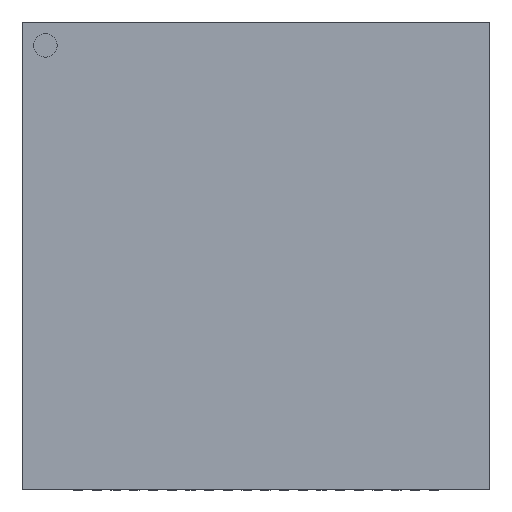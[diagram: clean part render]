
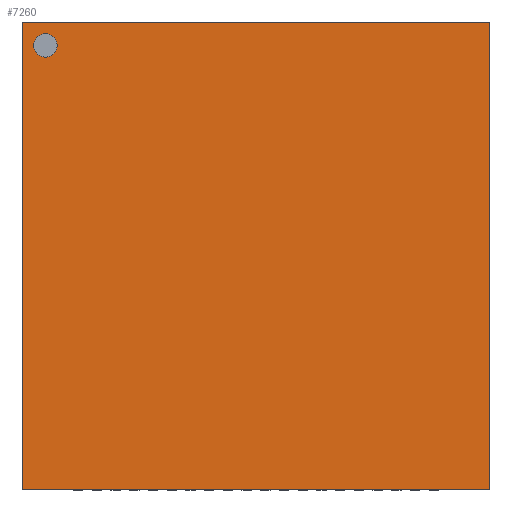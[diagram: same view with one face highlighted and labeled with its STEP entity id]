
A CAD part, top view. The second image highlights one B-rep face of the part: STEP entity #7260.
In plain terms, the highlighted planar face has unit normal (0, 0, 1).
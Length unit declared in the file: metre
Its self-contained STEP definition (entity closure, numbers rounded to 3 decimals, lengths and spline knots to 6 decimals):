
#927=LINE('',#13144,#1911);
#929=LINE('',#13148,#1913);
#930=LINE('',#13151,#1914);
#931=LINE('',#13152,#1915);
#1911=VECTOR('',#11166,1.);
#1913=VECTOR('',#11170,1.);
#1914=VECTOR('',#11171,1.);
#1915=VECTOR('',#11172,1.);
#3368=ORIENTED_EDGE('',*,*,#4198,.F.);
#3369=ORIENTED_EDGE('',*,*,#4871,.F.);
#3370=ORIENTED_EDGE('',*,*,#4872,.T.);
#3371=ORIENTED_EDGE('',*,*,#4869,.T.);
#3372=ORIENTED_EDGE('',*,*,#4873,.T.);
#4198=EDGE_CURVE('',#5184,#5184,#5598,.T.);
#4869=EDGE_CURVE('',#5592,#5591,#927,.T.);
#4871=EDGE_CURVE('',#5593,#5594,#929,.T.);
#4872=EDGE_CURVE('',#5593,#5592,#930,.T.);
#4873=EDGE_CURVE('',#5591,#5594,#931,.T.);
#5184=VERTEX_POINT('',#11801);
#5591=VERTEX_POINT('',#13143);
#5592=VERTEX_POINT('',#13145);
#5593=VERTEX_POINT('',#13149);
#5594=VERTEX_POINT('',#13150);
#5598=CIRCLE('',#9319,0.00025);
#5928=EDGE_LOOP('',(#3368));
#5929=EDGE_LOOP('',(#3369,#3370,#3371,#3372));
#6264=FACE_BOUND('',#5928,.T.);
#6265=FACE_BOUND('',#5929,.T.);
#6598=PLANE('',#9585);
#7260=ADVANCED_FACE('',(#6264,#6265),#6598,.T.);
#9319=AXIS2_PLACEMENT_3D('',#11800,#9964,#9965);
#9585=AXIS2_PLACEMENT_3D('',#13147,#11168,#11169);
#9964=DIRECTION('',(0.,0.,1.));
#9965=DIRECTION('',(1.,0.,0.));
#11166=DIRECTION('',(1.,0.,0.));
#11168=DIRECTION('',(0.,0.,1.));
#11169=DIRECTION('',(1.,0.,0.));
#11170=DIRECTION('',(1.,0.,0.));
#11171=DIRECTION('',(0.,-1.,0.));
#11172=DIRECTION('',(0.,1.,0.));
#11800=CARTESIAN_POINT('',(-0.0045,0.0045,0.0009));
#11801=CARTESIAN_POINT('',(-0.00425,0.0045,0.0009));
#13143=CARTESIAN_POINT('',(0.005,-0.005,0.0009));
#13144=CARTESIAN_POINT('',(-0.005,-0.005,0.0009));
#13145=CARTESIAN_POINT('',(-0.005,-0.005,0.0009));
#13147=CARTESIAN_POINT('',(0.,0.,0.0009));
#13148=CARTESIAN_POINT('',(-0.005,0.005,0.0009));
#13149=CARTESIAN_POINT('',(-0.005,0.005,0.0009));
#13150=CARTESIAN_POINT('',(0.005,0.005,0.0009));
#13151=CARTESIAN_POINT('',(-0.005,0.005,0.0009));
#13152=CARTESIAN_POINT('',(0.005,-0.005,0.0009));
